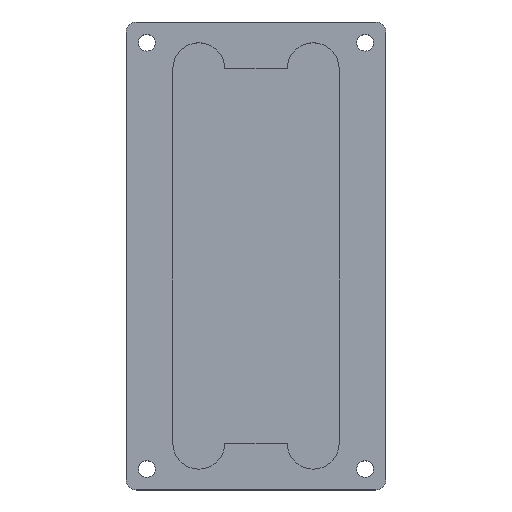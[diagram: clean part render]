
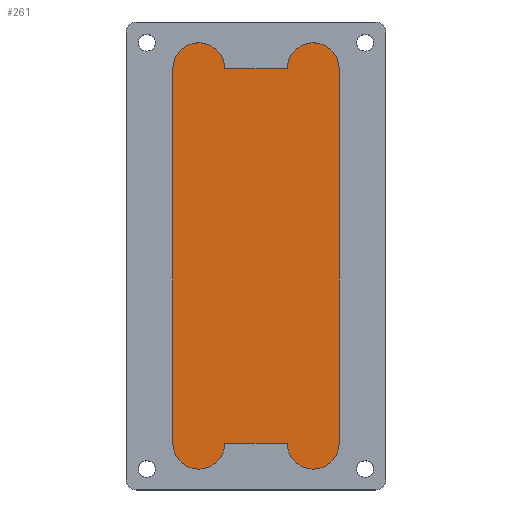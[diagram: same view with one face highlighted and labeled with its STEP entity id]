
A CAD part, top view. The second image highlights one B-rep face of the part: STEP entity #261.
In plain terms, the highlighted planar face has unit normal (0, 0, 1).
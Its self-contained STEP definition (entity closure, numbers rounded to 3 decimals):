
#247=CIRCLE('',#641,5.);
#248=CIRCLE('',#642,5.);
#249=CIRCLE('',#643,5.);
#250=CIRCLE('',#644,5.);
#261=ADVANCED_FACE('',(#293),#284,.T.);
#284=PLANE('',#645);
#293=FACE_OUTER_BOUND('',#321,.T.);
#321=EDGE_LOOP('',(#402,#403,#404,#405,#406,#407,#408,#409));
#402=ORIENTED_EDGE('',*,*,#534,.F.);
#403=ORIENTED_EDGE('',*,*,#542,.F.);
#404=ORIENTED_EDGE('',*,*,#537,.F.);
#405=ORIENTED_EDGE('',*,*,#543,.F.);
#406=ORIENTED_EDGE('',*,*,#540,.F.);
#407=ORIENTED_EDGE('',*,*,#544,.F.);
#408=ORIENTED_EDGE('',*,*,#531,.F.);
#409=ORIENTED_EDGE('',*,*,#545,.F.);
#482=VERTEX_POINT('',#866);
#483=VERTEX_POINT('',#868);
#484=VERTEX_POINT('',#872);
#485=VERTEX_POINT('',#874);
#486=VERTEX_POINT('',#878);
#487=VERTEX_POINT('',#880);
#488=VERTEX_POINT('',#884);
#489=VERTEX_POINT('',#886);
#531=EDGE_CURVE('',#482,#483,#567,.T.);
#534=EDGE_CURVE('',#484,#485,#570,.T.);
#537=EDGE_CURVE('',#486,#487,#573,.T.);
#540=EDGE_CURVE('',#488,#489,#576,.T.);
#542=EDGE_CURVE('',#487,#484,#247,.T.);
#543=EDGE_CURVE('',#489,#486,#248,.T.);
#544=EDGE_CURVE('',#483,#488,#249,.T.);
#545=EDGE_CURVE('',#485,#482,#250,.T.);
#567=LINE('',#867,#599);
#570=LINE('',#873,#602);
#573=LINE('',#879,#605);
#576=LINE('',#885,#608);
#599=VECTOR('',#733,1.);
#602=VECTOR('',#738,1.);
#605=VECTOR('',#743,1.);
#608=VECTOR('',#748,1.);
#641=AXIS2_PLACEMENT_3D('',#889,#752,#753);
#642=AXIS2_PLACEMENT_3D('',#890,#754,#755);
#643=AXIS2_PLACEMENT_3D('',#891,#756,#757);
#644=AXIS2_PLACEMENT_3D('',#892,#758,#759);
#645=AXIS2_PLACEMENT_3D('',#893,#760,#761);
#733=DIRECTION('',(0.,1.,0.));
#738=DIRECTION('',(-1.,0.,0.));
#743=DIRECTION('',(0.,-1.,0.));
#748=DIRECTION('',(1.,0.,0.));
#752=DIRECTION('',(0.,0.,-1.));
#753=DIRECTION('',(1.,0.,0.));
#754=DIRECTION('',(0.,0.,-1.));
#755=DIRECTION('',(1.,0.,0.));
#756=DIRECTION('',(0.,0.,-1.));
#757=DIRECTION('',(1.,0.,0.));
#758=DIRECTION('',(0.,0.,-1.));
#759=DIRECTION('',(1.,0.,0.));
#760=DIRECTION('',(0.,0.,1.));
#761=DIRECTION('',(1.,0.,0.));
#866=CARTESIAN_POINT('',(9.,9.,2.));
#867=CARTESIAN_POINT('',(9.,81.,2.));
#868=CARTESIAN_POINT('',(9.,81.,2.));
#872=CARTESIAN_POINT('',(31.,9.,2.));
#873=CARTESIAN_POINT('',(9.,9.,2.));
#874=CARTESIAN_POINT('',(19.,9.,2.));
#878=CARTESIAN_POINT('',(41.,81.,2.));
#879=CARTESIAN_POINT('',(41.,9.,2.));
#880=CARTESIAN_POINT('',(41.,9.,2.));
#884=CARTESIAN_POINT('',(19.,81.,2.));
#885=CARTESIAN_POINT('',(41.,81.,2.));
#886=CARTESIAN_POINT('',(31.,81.,2.));
#889=CARTESIAN_POINT('',(36.,9.,2.));
#890=CARTESIAN_POINT('',(36.,81.,2.));
#891=CARTESIAN_POINT('',(14.,81.,2.));
#892=CARTESIAN_POINT('',(14.,9.,2.));
#893=CARTESIAN_POINT('',(0.,0.,2.));
